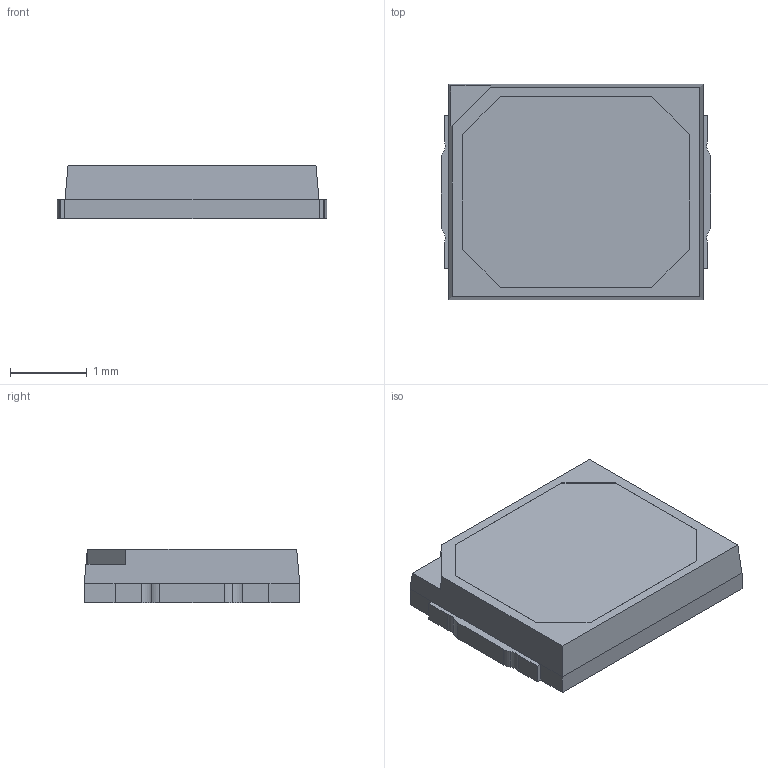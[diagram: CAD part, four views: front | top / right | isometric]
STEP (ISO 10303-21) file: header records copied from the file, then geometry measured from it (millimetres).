
FILE_DESCRIPTION (( 'STEP AP203' ), '1' );
FILE_NAME ('PTC_2835_One Solid drawing.STEP', '2016-04-07T00:48:00', ( 'Philips' ), ( 'Philips' ), 'SwSTEP 2.0', 'SolidWorks 2015', '' );
FILE_SCHEMA (( 'CONFIG_CONTROL_DESIGN' ));
Length unit declared in the file: millimetre
Products named in the file (1): PTC_2835_One Solid drawing
Bounding box: 3.5 x 2.8 x 0.7 mm (x, y, z)
Volume: 6.4 mm3; surface area: 27.2 mm2
Topology: 1 solids, 1 shells, 117 faces, 326 edges, 214 vertices
Faces by surface type: plane 79, cylinder 38
Entity records: 3813 total; most frequent: CARTESIAN_POINT 658, ORIENTED_EDGE 652, DIRECTION 638, EDGE_CURVE 326, VECTOR 250, LINE 250, VERTEX_POINT 214, AXIS2_PLACEMENT_3D 194
